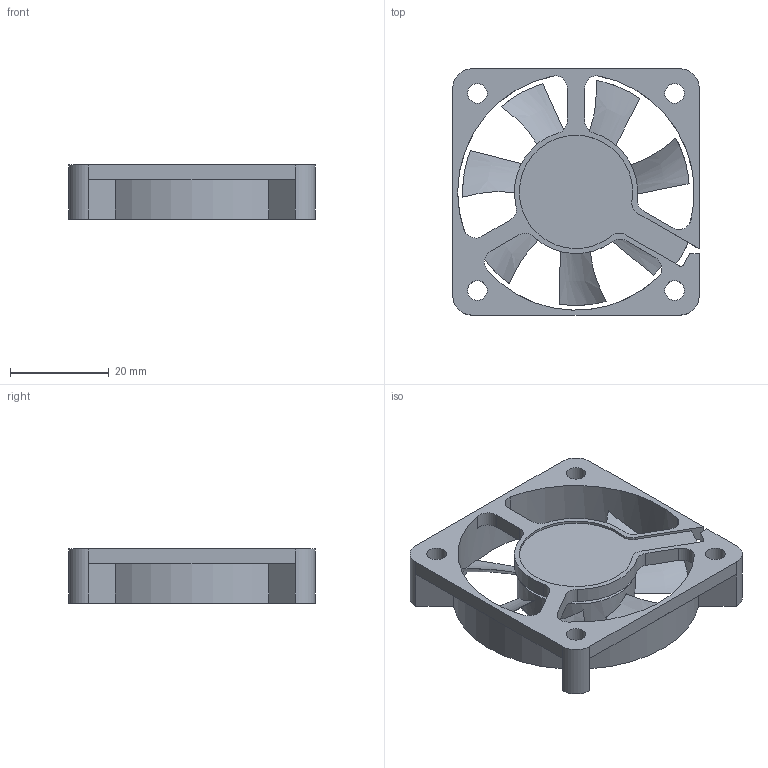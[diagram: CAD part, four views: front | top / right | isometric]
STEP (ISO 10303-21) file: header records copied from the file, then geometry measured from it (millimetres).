
FILE_DESCRIPTION(('STEP AP203'), '1');
FILE_NAME('Êóëëåð', '2018-06-20T11:35:59', ('Àëåêñåé'), (''), 'ASCON STEP Converter 1.6', 'ASCON Math Kernel', '');
FILE_SCHEMA(('CONFIG_CONTROL_DESIGN'));
Length unit declared in the file: millimetre
Assembly tree (2 placements, depth 2):
  (unnamed)
    (unnamed)
    (unnamed)
Bounding box: 50 x 50 x 11 mm (x, y, z)
Volume: 7896.4 mm3; surface area: 10577.8 mm2
Topology: 2 solids, 2 shells, 96 faces, 249 edges, 162 vertices
Faces by surface type: plane 41, cylinder 40, bspline 14, torus 1
Full cylindrical faces by diameter (mm): 4 x4, 20 x1, 24 x1, 48 x1
Entity records: 6171 total; most frequent: CARTESIAN_POINT 2964, ORIENTED_EDGE 480, DIRECTION 444, EDGE_CURVE 240, AXIS2_PLACEMENT_3D 163, VERTEX_POINT 162, EDGE_LOOP 124, LINE 118
